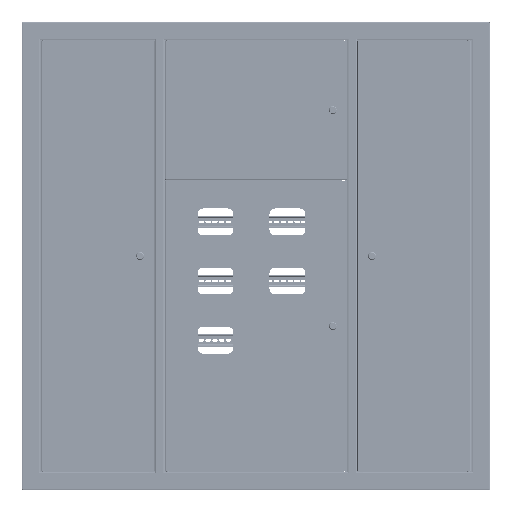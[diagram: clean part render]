
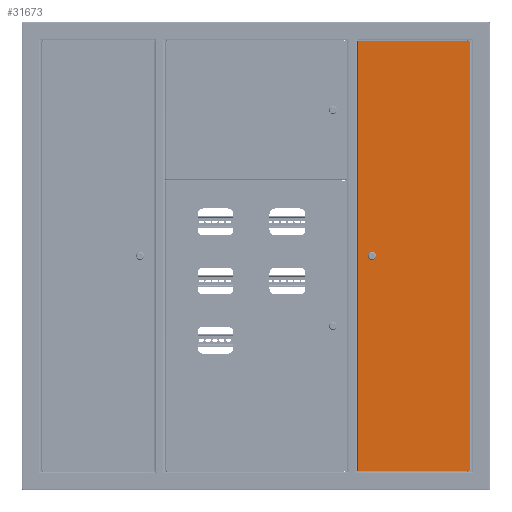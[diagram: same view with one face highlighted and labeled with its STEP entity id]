
A CAD part, top view. The second image highlights one B-rep face of the part: STEP entity #31673.
In plain terms, the highlighted planar face has unit normal (0, 0, 1).
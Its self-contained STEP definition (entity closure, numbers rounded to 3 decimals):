
#708 = DIRECTION ( 'NONE',  ( -1., 0., 0. ) ) ;
#2295 = AXIS2_PLACEMENT_3D ( 'NONE', #64326, #43704, #104230 ) ;
#2690 = EDGE_CURVE ( 'NONE', #118770, #38786, #88370, .T. ) ;
#4485 = DIRECTION ( 'NONE',  ( 1., 0., 0. ) ) ;
#6752 = DIRECTION ( 'NONE',  ( 0., 0., 1. ) ) ;
#8554 = CIRCLE ( 'NONE', #2295, 9.25 ) ;
#10543 = AXIS2_PLACEMENT_3D ( 'NONE', #106632, #6752, #18353 ) ;
#11779 = CARTESIAN_POINT ( 'NONE',  ( 1.7, 314., 0. ) ) ;
#13770 = VECTOR ( 'NONE', #4485, 1000. ) ;
#14018 = EDGE_CURVE ( 'NONE', #35845, #42544, #91917, .T. ) ;
#17208 = DIRECTION ( 'NONE',  ( 1., 0., 0. ) ) ;
#18353 = DIRECTION ( 'NONE',  ( 1., 0., 0. ) ) ;
#22955 = EDGE_CURVE ( 'NONE', #59495, #49154, #31527, .T. ) ;
#22985 = EDGE_CURVE ( 'NONE', #38786, #99850, #8554, .T. ) ;
#29749 = CARTESIAN_POINT ( 'NONE',  ( 601.849, 31.5, 0. ) ) ;
#30212 = ORIENTED_EDGE ( 'NONE', *, *, #22955, .T. ) ;
#30849 = CARTESIAN_POINT ( 'NONE',  ( 594.551, 48.5, 0. ) ) ;
#31527 = LINE ( 'NONE', #70894, #86747 ) ;
#31673 = ADVANCED_FACE ( 'NONE', ( #98887, #49952 ), #37739, .F. ) ;
#32143 = DIRECTION ( 'NONE',  ( 0., 1., 0. ) ) ;
#32747 = CARTESIAN_POINT ( 'NONE',  ( 601.849, 31.5, 0. ) ) ;
#32947 = ORIENTED_EDGE ( 'NONE', *, *, #22985, .F. ) ;
#34645 = ORIENTED_EDGE ( 'NONE', *, *, #114282, .F. ) ;
#35845 = VERTEX_POINT ( 'NONE', #11779 ) ;
#37739 = PLANE ( 'NONE',  #126063 ) ;
#37892 = EDGE_LOOP ( 'NONE', ( #124668, #30212, #118810, #94305 ) ) ;
#38144 = DIRECTION ( 'NONE',  ( 1., 0., 0. ) ) ;
#38687 = DIRECTION ( 'NONE',  ( -1., 0., 0. ) ) ;
#38786 = VERTEX_POINT ( 'NONE', #32747 ) ;
#42544 = VERTEX_POINT ( 'NONE', #58305 ) ;
#43704 = DIRECTION ( 'NONE',  ( 0., 0., 1. ) ) ;
#43916 = VECTOR ( 'NONE', #63579, 1000. ) ;
#46036 = CARTESIAN_POINT ( 'NONE',  ( 601.849, 48.5, 0. ) ) ;
#47071 = CARTESIAN_POINT ( 'NONE',  ( 601.849, 48.5, 0. ) ) ;
#49154 = VERTEX_POINT ( 'NONE', #59604 ) ;
#49197 = VECTOR ( 'NONE', #38687, 1000. ) ;
#49952 = FACE_OUTER_BOUND ( 'NONE', #37892, .T. ) ;
#50010 = ORIENTED_EDGE ( 'NONE', *, *, #101668, .F. ) ;
#55896 = CARTESIAN_POINT ( 'NONE',  ( 598.2, 40., 0. ) ) ;
#58024 = LINE ( 'NONE', #47071, #49197 ) ;
#58305 = CARTESIAN_POINT ( 'NONE',  ( 1.7, 1.7, 0. ) ) ;
#59495 = VERTEX_POINT ( 'NONE', #107531 ) ;
#59604 = CARTESIAN_POINT ( 'NONE',  ( 1194.7, 314., 0. ) ) ;
#63426 = VERTEX_POINT ( 'NONE', #30849 ) ;
#63569 = EDGE_CURVE ( 'NONE', #99850, #111901, #108160, .T. ) ;
#63579 = DIRECTION ( 'NONE',  ( 0., -1., 0. ) ) ;
#64326 = CARTESIAN_POINT ( 'NONE',  ( 598.2, 40., 0. ) ) ;
#68697 = DIRECTION ( 'NONE',  ( 0., 0., -1. ) ) ;
#69133 = EDGE_CURVE ( 'NONE', #49154, #35845, #78136, .T. ) ;
#70894 = CARTESIAN_POINT ( 'NONE',  ( 1194.7, 0., 0. ) ) ;
#71166 = AXIS2_PLACEMENT_3D ( 'NONE', #55896, #95809, #17208 ) ;
#72234 = CARTESIAN_POINT ( 'NONE',  ( 1.7, 1.7, 0. ) ) ;
#75691 = ORIENTED_EDGE ( 'NONE', *, *, #2690, .F. ) ;
#76972 = CARTESIAN_POINT ( 'NONE',  ( 594.551, 31.5, 0. ) ) ;
#78136 = LINE ( 'NONE', #116765, #120627 ) ;
#78354 = DIRECTION ( 'NONE',  ( -1., 0., 0. ) ) ;
#83548 = CARTESIAN_POINT ( 'NONE',  ( 1.7, 314.293, 0. ) ) ;
#86747 = VECTOR ( 'NONE', #32143, 1000. ) ;
#88019 = EDGE_CURVE ( 'NONE', #42544, #59495, #101817, .T. ) ;
#88370 = LINE ( 'NONE', #29749, #112203 ) ;
#91917 = LINE ( 'NONE', #83548, #43916 ) ;
#94305 = ORIENTED_EDGE ( 'NONE', *, *, #14018, .T. ) ;
#95809 = DIRECTION ( 'NONE',  ( 0., 0., 1. ) ) ;
#98887 = FACE_BOUND ( 'NONE', #114008, .T. ) ;
#99850 = VERTEX_POINT ( 'NONE', #113559 ) ;
#101668 = EDGE_CURVE ( 'NONE', #111901, #63426, #58024, .T. ) ;
#101817 = LINE ( 'NONE', #72234, #13770 ) ;
#104230 = DIRECTION ( 'NONE',  ( 1., 0., 0. ) ) ;
#106632 = CARTESIAN_POINT ( 'NONE',  ( 598.2, 40., 0. ) ) ;
#107308 = CARTESIAN_POINT ( 'NONE',  ( 0., 315.7, 0. ) ) ;
#107531 = CARTESIAN_POINT ( 'NONE',  ( 1194.7, 1.7, 0. ) ) ;
#108160 = CIRCLE ( 'NONE', #71166, 9.25 ) ;
#111901 = VERTEX_POINT ( 'NONE', #46036 ) ;
#112203 = VECTOR ( 'NONE', #38144, 1000. ) ;
#112666 = ORIENTED_EDGE ( 'NONE', *, *, #63569, .F. ) ;
#113559 = CARTESIAN_POINT ( 'NONE',  ( 607.45, 40., 0. ) ) ;
#114008 = EDGE_LOOP ( 'NONE', ( #50010, #112666, #32947, #75691, #34645 ) ) ;
#114282 = EDGE_CURVE ( 'NONE', #63426, #118770, #125543, .T. ) ;
#116765 = CARTESIAN_POINT ( 'NONE',  ( 1194.993, 314., 0. ) ) ;
#118770 = VERTEX_POINT ( 'NONE', #76972 ) ;
#118810 = ORIENTED_EDGE ( 'NONE', *, *, #69133, .T. ) ;
#120627 = VECTOR ( 'NONE', #708, 1000. ) ;
#124668 = ORIENTED_EDGE ( 'NONE', *, *, #88019, .T. ) ;
#125543 = CIRCLE ( 'NONE', #10543, 9.25 ) ;
#126063 = AXIS2_PLACEMENT_3D ( 'NONE', #107308, #68697, #78354 ) ;
